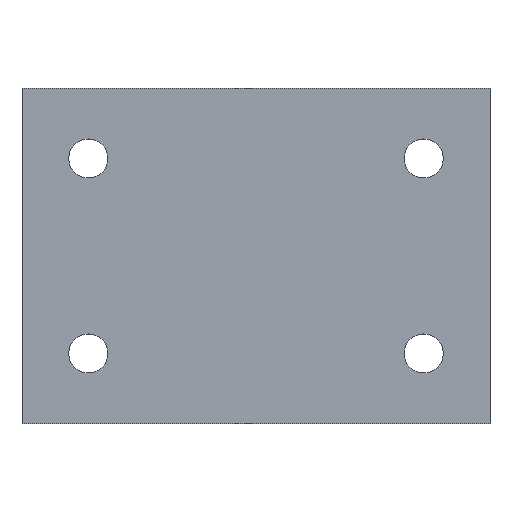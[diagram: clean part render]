
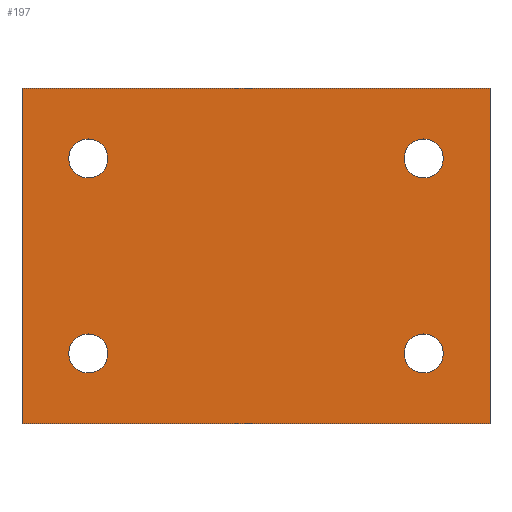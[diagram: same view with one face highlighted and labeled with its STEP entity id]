
A CAD part, top view. The second image highlights one B-rep face of the part: STEP entity #197.
In plain terms, the highlighted planar face has unit normal (0, 0, 1).
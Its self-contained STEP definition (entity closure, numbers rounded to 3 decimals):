
#15=FACE_BOUND('',#48,.T.);
#16=FACE_BOUND('',#49,.T.);
#17=FACE_BOUND('',#50,.T.);
#18=FACE_BOUND('',#51,.T.);
#27=PLANE('',#235);
#37=FACE_OUTER_BOUND('',#47,.T.);
#47=EDGE_LOOP('',(#169,#170,#171,#172));
#48=EDGE_LOOP('',(#173));
#49=EDGE_LOOP('',(#174));
#50=EDGE_LOOP('',(#175));
#51=EDGE_LOOP('',(#176));
#63=LINE('',#323,#79);
#66=LINE('',#329,#82);
#69=LINE('',#335,#85);
#72=LINE('',#339,#88);
#79=VECTOR('',#271,10.);
#82=VECTOR('',#276,10.);
#85=VECTOR('',#281,10.);
#88=VECTOR('',#286,10.);
#89=CIRCLE('',#220,2.5);
#91=CIRCLE('',#223,2.5);
#94=CIRCLE('',#227,2.5);
#96=CIRCLE('',#230,2.5);
#97=VERTEX_POINT('',#293);
#99=VERTEX_POINT('',#299);
#102=VERTEX_POINT('',#307);
#104=VERTEX_POINT('',#313);
#107=VERTEX_POINT('',#320);
#108=VERTEX_POINT('',#322);
#110=VERTEX_POINT('',#328);
#112=VERTEX_POINT('',#334);
#113=EDGE_CURVE('',#97,#97,#89,.T.);
#116=EDGE_CURVE('',#99,#99,#91,.T.);
#121=EDGE_CURVE('',#102,#102,#94,.T.);
#124=EDGE_CURVE('',#104,#104,#96,.T.);
#127=EDGE_CURVE('',#108,#107,#63,.T.);
#130=EDGE_CURVE('',#110,#108,#66,.T.);
#133=EDGE_CURVE('',#112,#110,#69,.T.);
#136=EDGE_CURVE('',#107,#112,#72,.T.);
#169=ORIENTED_EDGE('',*,*,#136,.T.);
#170=ORIENTED_EDGE('',*,*,#133,.T.);
#171=ORIENTED_EDGE('',*,*,#130,.T.);
#172=ORIENTED_EDGE('',*,*,#127,.T.);
#173=ORIENTED_EDGE('',*,*,#113,.T.);
#174=ORIENTED_EDGE('',*,*,#116,.T.);
#175=ORIENTED_EDGE('',*,*,#121,.T.);
#176=ORIENTED_EDGE('',*,*,#124,.T.);
#197=ADVANCED_FACE('',(#37,#15,#16,#17,#18),#27,.T.);
#220=AXIS2_PLACEMENT_3D('',#294,#241,#242);
#223=AXIS2_PLACEMENT_3D('',#300,#248,#249);
#227=AXIS2_PLACEMENT_3D('',#309,#258,#259);
#230=AXIS2_PLACEMENT_3D('',#315,#265,#266);
#235=AXIS2_PLACEMENT_3D('',#340,#287,#288);
#241=DIRECTION('center_axis',(0.,0.,-1.));
#242=DIRECTION('ref_axis',(-1.,0.,0.));
#248=DIRECTION('center_axis',(0.,0.,-1.));
#249=DIRECTION('ref_axis',(-1.,0.,0.));
#258=DIRECTION('center_axis',(0.,0.,-1.));
#259=DIRECTION('ref_axis',(-1.,0.,0.));
#265=DIRECTION('center_axis',(0.,0.,-1.));
#266=DIRECTION('ref_axis',(-1.,0.,0.));
#271=DIRECTION('',(1.,0.,0.));
#276=DIRECTION('',(0.,-1.,0.));
#281=DIRECTION('',(-1.,0.,0.));
#286=DIRECTION('',(0.,1.,0.));
#287=DIRECTION('center_axis',(0.,0.,1.));
#288=DIRECTION('ref_axis',(1.,0.,0.));
#293=CARTESIAN_POINT('',(-5.75,-26.5,3.));
#294=CARTESIAN_POINT('Origin',(-8.25,-26.5,3.));
#299=CARTESIAN_POINT('',(-5.75,-51.5,3.));
#300=CARTESIAN_POINT('Origin',(-8.25,-51.5,3.));
#307=CARTESIAN_POINT('',(37.25,-26.5,3.));
#309=CARTESIAN_POINT('Origin',(34.75,-26.5,3.));
#313=CARTESIAN_POINT('',(37.25,-51.5,3.));
#315=CARTESIAN_POINT('Origin',(34.75,-51.5,3.));
#320=CARTESIAN_POINT('',(43.25,-60.5,3.));
#322=CARTESIAN_POINT('',(-16.75,-60.5,3.));
#323=CARTESIAN_POINT('',(-16.75,-60.5,3.));
#328=CARTESIAN_POINT('',(-16.75,-17.5,3.));
#329=CARTESIAN_POINT('',(-16.75,-17.5,3.));
#334=CARTESIAN_POINT('',(43.25,-17.5,3.));
#335=CARTESIAN_POINT('',(43.25,-17.5,3.));
#339=CARTESIAN_POINT('',(43.25,-60.5,3.));
#340=CARTESIAN_POINT('Origin',(13.25,-39.,3.));
